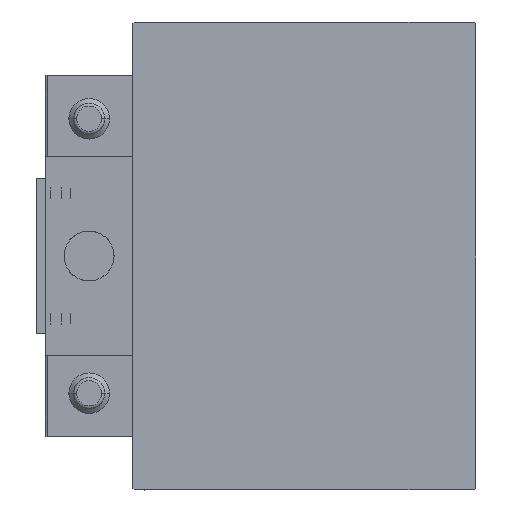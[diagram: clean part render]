
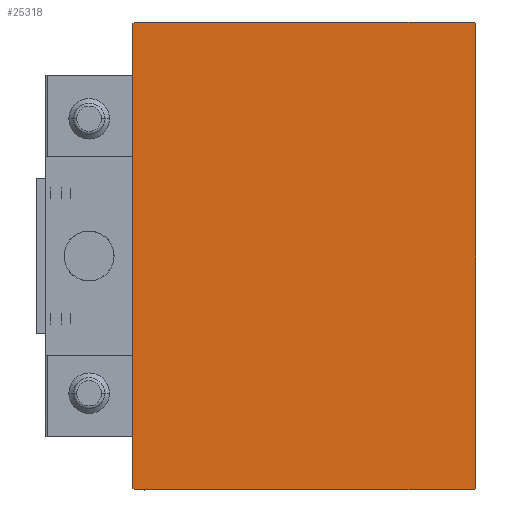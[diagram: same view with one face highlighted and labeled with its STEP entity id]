
A CAD part, left-side view. The second image highlights one B-rep face of the part: STEP entity #25318.
In plain terms, the highlighted face is planar.
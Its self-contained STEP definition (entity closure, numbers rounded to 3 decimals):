
#1003 = CARTESIAN_POINT ( 'NONE',  ( 135., -32.35, -32.35 ) ) ;
#1095 = VERTEX_POINT ( 'NONE', #24944 ) ;
#2320 = CARTESIAN_POINT ( 'NONE',  ( 135., -27.2, 37.5 ) ) ;
#2606 = VERTEX_POINT ( 'NONE', #26460 ) ;
#3621 = VECTOR ( 'NONE', #17021, 1000. ) ;
#4251 = VECTOR ( 'NONE', #29368, 1000. ) ;
#4714 = CARTESIAN_POINT ( 'NONE',  ( 135., 32.35, 32.35 ) ) ;
#4718 = DIRECTION ( 'NONE',  ( 1., 0., 0. ) ) ;
#4805 = VERTEX_POINT ( 'NONE', #37444 ) ;
#5027 = CARTESIAN_POINT ( 'NONE',  ( 135., 32.35, -32.35 ) ) ;
#5300 = ORIENTED_EDGE ( 'NONE', *, *, #32366, .T. ) ;
#5673 = DIRECTION ( 'NONE',  ( 0., 1., 0. ) ) ;
#6229 = EDGE_LOOP ( 'NONE', ( #44804, #14224, #11429, #37883, #17358, #5300, #27927, #13222 ) ) ;
#8737 = FACE_OUTER_BOUND ( 'NONE', #6229, .T. ) ;
#9047 = LINE ( 'NONE', #1003, #30749 ) ;
#9855 = EDGE_CURVE ( 'NONE', #44257, #2606, #25632, .T. ) ;
#10182 = VECTOR ( 'NONE', #18343, 1000. ) ;
#11429 = ORIENTED_EDGE ( 'NONE', *, *, #36288, .T. ) ;
#11614 = CARTESIAN_POINT ( 'NONE',  ( 135., -32.35, 32.35 ) ) ;
#12920 = DIRECTION ( 'NONE',  ( 0., -1., 0. ) ) ;
#13197 = LINE ( 'NONE', #17205, #48919 ) ;
#13222 = ORIENTED_EDGE ( 'NONE', *, *, #40572, .T. ) ;
#13285 = CARTESIAN_POINT ( 'NONE',  ( 135., 0., 0. ) ) ;
#14224 = ORIENTED_EDGE ( 'NONE', *, *, #9855, .T. ) ;
#17021 = DIRECTION ( 'NONE',  ( 0., -0.707, 0.707 ) ) ;
#17205 = CARTESIAN_POINT ( 'NONE',  ( 135., -27.5, 37.5 ) ) ;
#17358 = ORIENTED_EDGE ( 'NONE', *, *, #32480, .T. ) ;
#17617 = VECTOR ( 'NONE', #12920, 1000. ) ;
#18343 = DIRECTION ( 'NONE',  ( 0., 0., 1. ) ) ;
#20609 = VERTEX_POINT ( 'NONE', #49293 ) ;
#20788 = AXIS2_PLACEMENT_3D ( 'NONE', #13285, #4718, #41359 ) ;
#24568 = EDGE_CURVE ( 'NONE', #1095, #42903, #24777, .T. ) ;
#24777 = LINE ( 'NONE', #4714, #3621 ) ;
#24944 = CARTESIAN_POINT ( 'NONE',  ( 135., 27.5, 37.2 ) ) ;
#25318 = ADVANCED_FACE ( 'NONE', ( #8737 ), #49916, .T. ) ;
#25632 = LINE ( 'NONE', #5027, #4251 ) ;
#26360 = CARTESIAN_POINT ( 'NONE',  ( 135., 27.5, -37.5 ) ) ;
#26460 = CARTESIAN_POINT ( 'NONE',  ( 135., 27.5, -37.2 ) ) ;
#27293 = VERTEX_POINT ( 'NONE', #42304 ) ;
#27927 = ORIENTED_EDGE ( 'NONE', *, *, #47097, .T. ) ;
#28963 = LINE ( 'NONE', #34032, #37830 ) ;
#29368 = DIRECTION ( 'NONE',  ( 0., 0.707, 0.707 ) ) ;
#29489 = DIRECTION ( 'NONE',  ( 0., 0., -1. ) ) ;
#30749 = VECTOR ( 'NONE', #46484, 1000. ) ;
#32366 = EDGE_CURVE ( 'NONE', #40667, #27293, #39956, .T. ) ;
#32480 = EDGE_CURVE ( 'NONE', #42903, #40667, #33244, .T. ) ;
#33244 = LINE ( 'NONE', #49551, #17617 ) ;
#34032 = CARTESIAN_POINT ( 'NONE',  ( 135., -27.5, -37.5 ) ) ;
#36288 = EDGE_CURVE ( 'NONE', #2606, #1095, #46439, .T. ) ;
#37444 = CARTESIAN_POINT ( 'NONE',  ( 135., -27.2, -37.5 ) ) ;
#37830 = VECTOR ( 'NONE', #5673, 1000. ) ;
#37883 = ORIENTED_EDGE ( 'NONE', *, *, #24568, .T. ) ;
#38126 = VECTOR ( 'NONE', #46470, 1000. ) ;
#39956 = LINE ( 'NONE', #11614, #38126 ) ;
#40572 = EDGE_CURVE ( 'NONE', #20609, #4805, #9047, .T. ) ;
#40667 = VERTEX_POINT ( 'NONE', #2320 ) ;
#41359 = DIRECTION ( 'NONE',  ( 0., 0., -1. ) ) ;
#42304 = CARTESIAN_POINT ( 'NONE',  ( 135., -27.5, 37.2 ) ) ;
#42903 = VERTEX_POINT ( 'NONE', #46485 ) ;
#44007 = CARTESIAN_POINT ( 'NONE',  ( 135., 27.2, -37.5 ) ) ;
#44257 = VERTEX_POINT ( 'NONE', #44007 ) ;
#44804 = ORIENTED_EDGE ( 'NONE', *, *, #47146, .T. ) ;
#46439 = LINE ( 'NONE', #26360, #10182 ) ;
#46470 = DIRECTION ( 'NONE',  ( 0., -0.707, -0.707 ) ) ;
#46484 = DIRECTION ( 'NONE',  ( 0., 0.707, -0.707 ) ) ;
#46485 = CARTESIAN_POINT ( 'NONE',  ( 135., 27.2, 37.5 ) ) ;
#47097 = EDGE_CURVE ( 'NONE', #27293, #20609, #13197, .T. ) ;
#47146 = EDGE_CURVE ( 'NONE', #4805, #44257, #28963, .T. ) ;
#48919 = VECTOR ( 'NONE', #29489, 1000. ) ;
#49293 = CARTESIAN_POINT ( 'NONE',  ( 135., -27.5, -37.2 ) ) ;
#49551 = CARTESIAN_POINT ( 'NONE',  ( 135., 27.5, 37.5 ) ) ;
#49916 = PLANE ( 'NONE',  #20788 ) ;
